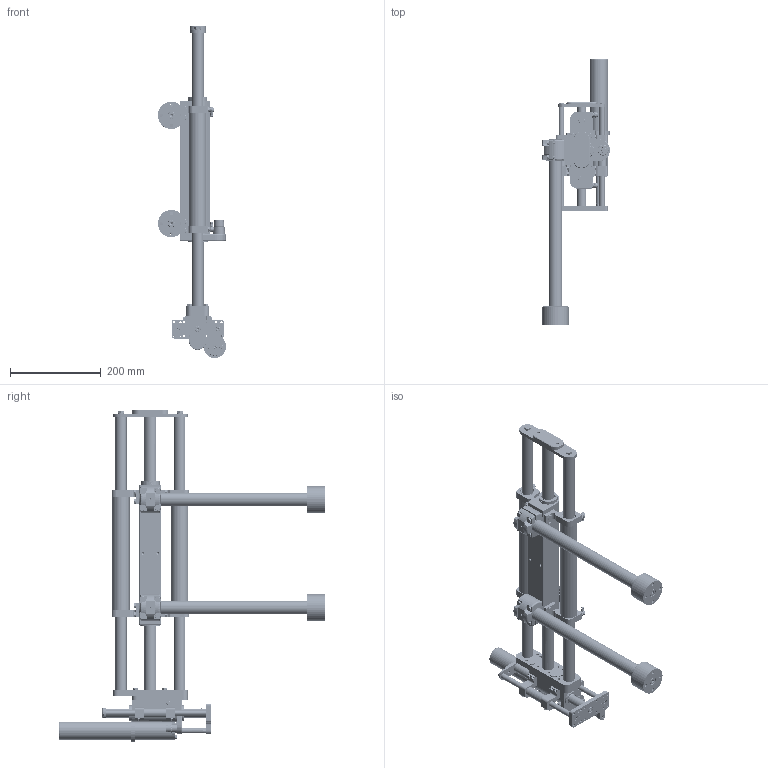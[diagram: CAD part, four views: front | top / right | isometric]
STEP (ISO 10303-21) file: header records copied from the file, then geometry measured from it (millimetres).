
FILE_DESCRIPTION (( 'STEP AP214' ), '1' );
FILE_NAME ('0386-0046_250523_PP13_285-48x240F_100-37Sx60-BE20-MS04_MT13.STEP', '2025-05-23T09:06:10', ( '' ), ( '' ), 'SwSTEP 2.0', 'SolidWorks 2024', '' );
FILE_SCHEMA (( 'AUTOMOTIVE_DESIGN' ));
Length unit declared in the file: millimetre
Products named in the file (65): 0180-1926_SM01k-48-FP-SSC; 0180-2051_PAW01-20-BL-Lf; 0230-0785_Zyl.-Stift_6x14_INOX; SM01-CS48x240F-HP-C-SSCP_Motor_fix; 0180-3951_SM01k-37S-MF-40-SSC; 0186-1246_SL30-25x400-SSC; 0230-0744_6kt-schr_M6x18_INOX; 0230-0615_Zyl.-Schr_I-6kt_n-K_M8x16_8.8_INOX; 0230-0813_6kt-schr_M6x45_INOX; 0230-0242_6kt.-schr._M8x20_INOX; 0180-4093_SM01k-37S-MSB-40; 0186-1451_Z01-VF-32-SSC; Stator_PS01-37Sx60-HP-SSC-G01; 0230-1182_Zyl.-Schr_I-6kt_n-K_M6x16_INOX; 0230-0644_O-Ring_22.00x1.00_NBR70_schwarz_Gedehnt; 0186-1007_PS01-37Sx60-HP-B01-SSCP-G01-R; 0230-0722_Zyl-Schr_I-6kt_n-K_M10x20_INOX; 0230-0743_Linearkugellager_LBBR 12-1LS_HV6; 0180-1999_Wellendichtung_25x27x3; 0386-0046_250523_PP13_285-48x240F_100-37Sx60-BE20-MS04_MT13; 0180-3849_SM01k-37S-12-RTS-R; 0230-1118_H3-R1!8_V2A; 0160-3222_Linearkugellager_EXC-25-F-RB; SL01-25x15.6x...2xM8_SL01-25x15.6x610-M8; 0180-3850_SM01k-37S-12-RTS-L; 0186-1355_SM01-48-AP-37Sx60; 0180-1355_PB01-37Sh-SSC_PB01h-37Sh_SSC-20; 0186-2464_PL01-20x230!180-XP-SF_PL01-20x230!180-XP-SF; 0180-2334_Z01k-VF59.5x32-SSC; 0180-2269_SM01k-48-AP-37Sx60; 0180-1857_PB01-48h_SSH_PB01-48-HP-SSC; 0230-0616_6kt.-schr._M5x16_INOX; 0180-3855_SM01k-37S-RP-BE20-SSC; PL01-27-HP-SF-W01_PL01-27x620!570-HP-SF-W01; 0150-6862_PP13_MT13_Max x240; 0230-1144_D1-M6x1_SW7; 0180-3853_SL01k-12x...-2xM6-SSC_SL01k-12x225-2xM6-SSC; 0230-0787_Zyl.-Stift_4x10_INOX; 0180-1927_SM01k-48-RP-SSC; 0180-3851_SL01k-LR-20x...-SSC_SL01k-LR-20x73.5-SSC ...
Assembly tree (122 placements, depth 5):
  0386-0046_250523_PP13_285-48x240F_100-37Sx60-BE20-MS04_MT13
    0186-1239_SM01-48x240F-HP-C-285_SSCP_Mitte
      SM01-CS48x240F-HP-C-SSCP_Motor_fix
        0186-1244_PS01-48x240F-HP-B01-SSCP-G01-C_Schweissen
          0180-1856_PB01-48v_SSH_PB01-48-HP-SSC
          0180-1857_PB01-48h_SSH_PB01-48-HP-SSC
          PS01h-48x240F-HP-B01-SSCP-G01-C_für SM01-48x240F
        0180-3489_SM01k-48-RTS-R  x2
        0230-0744_6kt-schr_M6x18_INOX  x8
        0160-3108_SL01h-48x240-LRT  x2
          0180-1921_SL01k-LR-38x...-SSC_SL01k-LR-38x278-SSC
          0160-3222_Linearkugellager_EXC-25-F-RB
          0180-1923_Dichtung_LBBR 25x35x5
        0180-3488_SM01k-48-RTS-L  x2
        0230-1118_H3-R1!8_V2A  x4
      SM01-48x240F-HP-C-285_SSCP_Läufer_beweglich^0186-1239_SM01-48x240F-HP-C-285_SSCP
        PL01-27-HP-SF-W01_PL01-27x620!570-HP-SF-W01
        SL01-25x15.6x...2xM8_SL01-25x15.6x610-M8  x2
        0180-1926_SM01k-48-FP-SSC
        0230-0614_Zyl.-Schr_I-6kt_n-K_M8x20_8.8_INOX  x2
        0230-0722_Zyl-Schr_I-6kt_n-K_M10x20_INOX
        0180-1927_SM01k-48-RP-SSC
        0230-0242_6kt.-schr._M8x20_INOX  x2
        0180-1999_Wellendichtung_25x27x3  x4
    0186-2463_SM01-37Sx60-XP-R-100_BE20_MSxx_SSCP_Mitte
      0186-1007_PS01-37Sx60-HP-B01-SSCP-G01-R
        Stator_PS01-37Sx60-HP-SSC-G01
        0230-0644_O-Ring_22.00x1.00_NBR70_schwarz_Gedehnt  x2
        0180-1355_PB01-37Sh-SSC_PB01h-37Sh_SSC-20
        0180-1356_PB01-37Sv-SSC_PB01-37Sv_SSC-20
        0180-2051_PAW01-20-BL-Lf  x2
      0186-2464_PL01-20x230!180-XP-SF_PL01-20x230!180-XP-SF
      0180-3849_SM01k-37S-12-RTS-R
      0180-4100_SM01k-37S-12-RTS-R-M5
      0180-3951_SM01k-37S-MF-40-SSC
      0180-3850_SM01k-37S-12-RTS-L
      0160-5050_SL01h-37Sx60-BE20  x2
        0180-3851_SL01k-LR-20x...-SSC_SL01k-LR-20x73.5-SSC
        0230-0743_Linearkugellager_LBBR 12-1LS_HV6
      0180-3856_Dichtung_LBBR 12x20x4  x4
      0230-0725_6kt-schr_M5x14_INOX  x12
      0180-3853_SL01k-12x...-2xM6-SSC_SL01k-12x225-2xM6-SSC  x2
      0180-3952_SM01k-37S-MA-BE20-SSC
      0230-0615_Zyl.-Schr_I-6kt_n-K_M8x16_8.8_INOX
      0230-1182_Zyl.-Schr_I-6kt_n-K_M6x16_INOX  x2
      0180-3855_SM01k-37S-RP-BE20-SSC
      0230-0764_6kt-schr_M6x16_INOX  x2
      0230-1144_D1-M6x1_SW7  x4
      0230-0616_6kt.-schr._M5x16_INOX
      0180-4093_SM01k-37S-MSB-40
      0186-0992_MS01-40x250-SSC_MS01-40x100
      0230-0705_Zyl.-Schr_I-6kt_n-K_M5x16_INOX
      0186-0061_ML01-12x290!240_ML01-12x290!240
    0186-1355_SM01-48-AP-37Sx60
      0180-2269_SM01k-48-AP-37Sx60
      0230-0699_6kt-schr_M6x20_INOX  x4
      0230-0785_Zyl.-Stift_6x14_INOX  x2
      0230-0786_Zyl.-Schr_I-6kt_n-K_M5x10_INOX  x4
      0230-0787_Zyl.-Stift_4x10_INOX
    0150-6862_PP13_MT13_Max x240
Bounding box: 150.8 x 587.31 x 733.52 mm (x, y, z)
Volume: 3852483.6 mm3; surface area: 1019522.8 mm2
Topology: 139 solids, 139 shells, 6717 faces, 14881 edges, 8852 vertices
Faces by surface type: plane 2186, cone 2171, cylinder 1741, bspline 477, torus 136, sphere 6
Full cylindrical faces by diameter (mm): 1 x5, 1.15 x5, 1.2 x8, 1.5 x5, 1.6 x4, 2 x4, 2.1 x5, 2.5 x1, 2.6 x4, 2.8 x5, 3 x4, 3.1 x2, 3.2 x3, 3.8 x3, 4 x14, 4.2 x23, 4.5 x4, 4.6 x1, 4.773 x4, 5 x339, 5.3 x22, 5.4 x5, 6 x422, 6.4 x12, 6.5 x8, 6.6 x2, 6.8 x14, 7 x10, 8 x84, 8.3 x4
Entity records: 104565 total; most frequent: CARTESIAN_POINT 30895, DIRECTION 13602, ORIENTED_EDGE 12680, EDGE_CURVE 6340, AXIS2_PLACEMENT_3D 5447, EDGE_LOOP 5084, VERTEX_POINT 4684, FACE_OUTER_BOUND 3980
